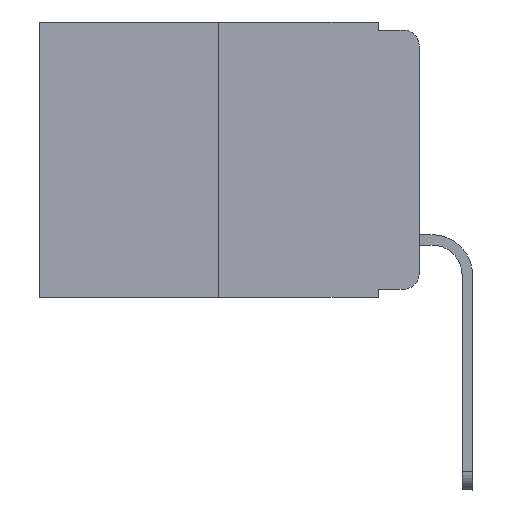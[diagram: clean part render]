
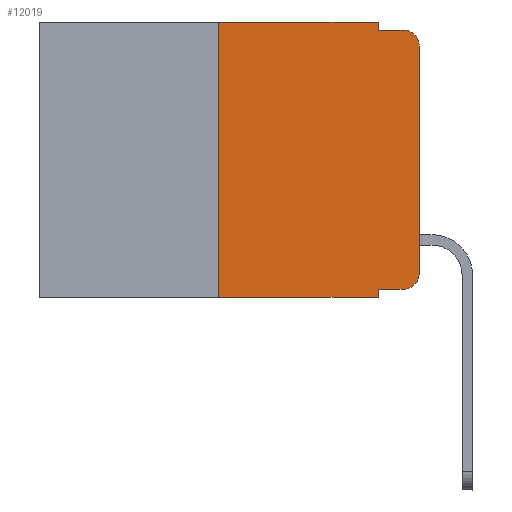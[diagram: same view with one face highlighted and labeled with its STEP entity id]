
A CAD part, left-side view. The second image highlights one B-rep face of the part: STEP entity #12019.
In plain terms, the highlighted planar face has unit normal (-1, 0, 0).
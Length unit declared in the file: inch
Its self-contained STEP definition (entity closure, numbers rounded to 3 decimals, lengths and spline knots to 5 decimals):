
#840 = CARTESIAN_POINT ( 'NONE',  ( 0., 0., -0.313 ) ) ;
#1556 = CARTESIAN_POINT ( 'NONE',  ( 0., 0., 0. ) ) ;
#1739 = EDGE_CURVE ( 'NONE', #12204, #15555, #14425, .T. ) ;
#2009 = LINE ( 'NONE', #16245, #10912 ) ;
#2144 = DIRECTION ( 'NONE',  ( 0., -1., 0. ) ) ;
#2486 = EDGE_CURVE ( 'NONE', #9572, #15160, #8010, .T. ) ;
#2651 = VERTEX_POINT ( 'NONE', #3202 ) ;
#2788 = CARTESIAN_POINT ( 'NONE',  ( 0., 0.473, 0. ) ) ;
#3132 = CARTESIAN_POINT ( 'NONE',  ( 0., 0., -0.03 ) ) ;
#3163 = LINE ( 'NONE', #1556, #3776 ) ;
#3202 = CARTESIAN_POINT ( 'NONE',  ( 0., 0.02, -0.01 ) ) ;
#3239 = CARTESIAN_POINT ( 'NONE',  ( 0., 0.02, -0.03 ) ) ;
#3302 = PLANE ( 'NONE',  #9616 ) ;
#3776 = VECTOR ( 'NONE', #6936, 39.37008 ) ;
#3797 = VECTOR ( 'NONE', #8811, 39.37008 ) ;
#3932 = ORIENTED_EDGE ( 'NONE', *, *, #7532, .F. ) ;
#4522 = DIRECTION ( 'NONE',  ( -1., 0., 0. ) ) ;
#4607 = VECTOR ( 'NONE', #2144, 39.37008 ) ;
#4769 = ORIENTED_EDGE ( 'NONE', *, *, #12884, .T. ) ;
#5564 = VERTEX_POINT ( 'NONE', #13100 ) ;
#5614 = ORIENTED_EDGE ( 'NONE', *, *, #9439, .F. ) ;
#6078 = CARTESIAN_POINT ( 'NONE',  ( 0., 0.051, -0.333 ) ) ;
#6331 = CARTESIAN_POINT ( 'NONE',  ( 0., 0.473, -0.343 ) ) ;
#6362 = AXIS2_PLACEMENT_3D ( 'NONE', #12899, #9213, #10801 ) ;
#6471 = VERTEX_POINT ( 'NONE', #14545 ) ;
#6936 = DIRECTION ( 'NONE',  ( 0., 0., 1. ) ) ;
#6966 = DIRECTION ( 'NONE',  ( 0., 0., -1. ) ) ;
#7166 = DIRECTION ( 'NONE',  ( 1., 0., 0. ) ) ;
#7367 = ORIENTED_EDGE ( 'NONE', *, *, #16061, .F. ) ;
#7532 = EDGE_CURVE ( 'NONE', #16625, #2651, #15033, .T. ) ;
#7602 = VECTOR ( 'NONE', #11071, 39.37008 ) ;
#7607 = EDGE_CURVE ( 'NONE', #6471, #8931, #12815, .T. ) ;
#7681 = VECTOR ( 'NONE', #8081, 39.37008 ) ;
#7791 = VERTEX_POINT ( 'NONE', #3132 ) ;
#8010 = LINE ( 'NONE', #2788, #12806 ) ;
#8081 = DIRECTION ( 'NONE',  ( 0., 0., -1. ) ) ;
#8563 = DIRECTION ( 'NONE',  ( 0., 0., -1. ) ) ;
#8566 = CARTESIAN_POINT ( 'NONE',  ( 0., 0.051, -0.343 ) ) ;
#8811 = DIRECTION ( 'NONE',  ( 0., -1., 0. ) ) ;
#8841 = FACE_OUTER_BOUND ( 'NONE', #16588, .T. ) ;
#8931 = VERTEX_POINT ( 'NONE', #8566 ) ;
#9213 = DIRECTION ( 'NONE',  ( -1., 0., 0. ) ) ;
#9439 = EDGE_CURVE ( 'NONE', #15160, #16625, #13442, .T. ) ;
#9572 = VERTEX_POINT ( 'NONE', #14263 ) ;
#9616 = AXIS2_PLACEMENT_3D ( 'NONE', #16024, #7166, #9629 ) ;
#9629 = DIRECTION ( 'NONE',  ( 0., 0., -1. ) ) ;
#9723 = CARTESIAN_POINT ( 'NONE',  ( 0., 0.051, 0. ) ) ;
#10040 = LINE ( 'NONE', #6078, #16003 ) ;
#10801 = DIRECTION ( 'NONE',  ( 0., 0., -1. ) ) ;
#10912 = VECTOR ( 'NONE', #6966, 39.37008 ) ;
#11071 = DIRECTION ( 'NONE',  ( 0., 0., 1. ) ) ;
#11150 = ORIENTED_EDGE ( 'NONE', *, *, #12538, .F. ) ;
#11216 = ORIENTED_EDGE ( 'NONE', *, *, #1739, .T. ) ;
#11416 = AXIS2_PLACEMENT_3D ( 'NONE', #3239, #4522, #8563 ) ;
#12019 = ADVANCED_FACE ( 'NONE', ( #8841 ), #3302, .F. ) ;
#12204 = VERTEX_POINT ( 'NONE', #16670 ) ;
#12457 = ORIENTED_EDGE ( 'NONE', *, *, #7607, .T. ) ;
#12538 = EDGE_CURVE ( 'NONE', #6471, #9572, #13680, .T. ) ;
#12776 = EDGE_CURVE ( 'NONE', #15555, #7791, #3163, .T. ) ;
#12806 = VECTOR ( 'NONE', #14633, 39.37008 ) ;
#12815 = LINE ( 'NONE', #6331, #3797 ) ;
#12884 = EDGE_CURVE ( 'NONE', #5564, #12204, #10040, .T. ) ;
#12899 = CARTESIAN_POINT ( 'NONE',  ( 0., 0.02, -0.313 ) ) ;
#13100 = CARTESIAN_POINT ( 'NONE',  ( 0., 0.051, -0.333 ) ) ;
#13428 = EDGE_CURVE ( 'NONE', #7791, #2651, #16556, .T. ) ;
#13442 = LINE ( 'NONE', #16091, #7681 ) ;
#13680 = LINE ( 'NONE', #13756, #7602 ) ;
#13756 = CARTESIAN_POINT ( 'NONE',  ( 0., 0.25, 0. ) ) ;
#14263 = CARTESIAN_POINT ( 'NONE',  ( 0., 0.25, 0. ) ) ;
#14425 = CIRCLE ( 'NONE', #6362, 0.02 ) ;
#14545 = CARTESIAN_POINT ( 'NONE',  ( 0., 0.25, -0.343 ) ) ;
#14633 = DIRECTION ( 'NONE',  ( 0., -1., 0. ) ) ;
#14980 = ORIENTED_EDGE ( 'NONE', *, *, #12776, .T. ) ;
#15033 = LINE ( 'NONE', #16221, #4607 ) ;
#15118 = CARTESIAN_POINT ( 'NONE',  ( 0., 0.051, -0.01 ) ) ;
#15160 = VERTEX_POINT ( 'NONE', #9723 ) ;
#15555 = VERTEX_POINT ( 'NONE', #840 ) ;
#16003 = VECTOR ( 'NONE', #16460, 39.37008 ) ;
#16024 = CARTESIAN_POINT ( 'NONE',  ( 0., 0.473, 0. ) ) ;
#16061 = EDGE_CURVE ( 'NONE', #5564, #8931, #2009, .T. ) ;
#16091 = CARTESIAN_POINT ( 'NONE',  ( 0., 0.051, 0. ) ) ;
#16126 = ORIENTED_EDGE ( 'NONE', *, *, #2486, .F. ) ;
#16221 = CARTESIAN_POINT ( 'NONE',  ( 0., 0.051, -0.01 ) ) ;
#16245 = CARTESIAN_POINT ( 'NONE',  ( 0., 0.051, 0. ) ) ;
#16460 = DIRECTION ( 'NONE',  ( 0., -1., 0. ) ) ;
#16556 = CIRCLE ( 'NONE', #11416, 0.02 ) ;
#16588 = EDGE_LOOP ( 'NONE', ( #14980, #16646, #3932, #5614, #16126, #11150, #12457, #7367, #4769, #11216 ) ) ;
#16625 = VERTEX_POINT ( 'NONE', #15118 ) ;
#16646 = ORIENTED_EDGE ( 'NONE', *, *, #13428, .T. ) ;
#16670 = CARTESIAN_POINT ( 'NONE',  ( 0., 0.02, -0.333 ) ) ;
